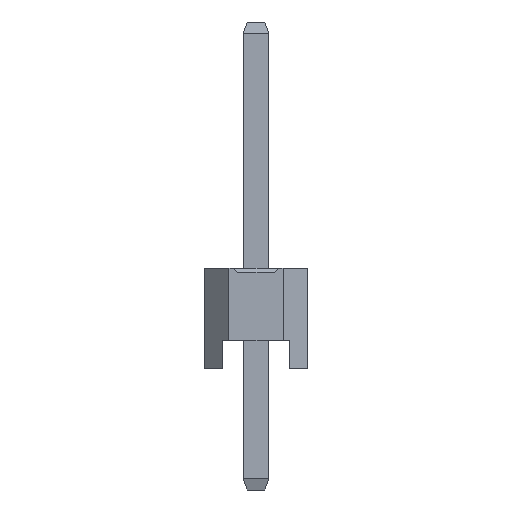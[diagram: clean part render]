
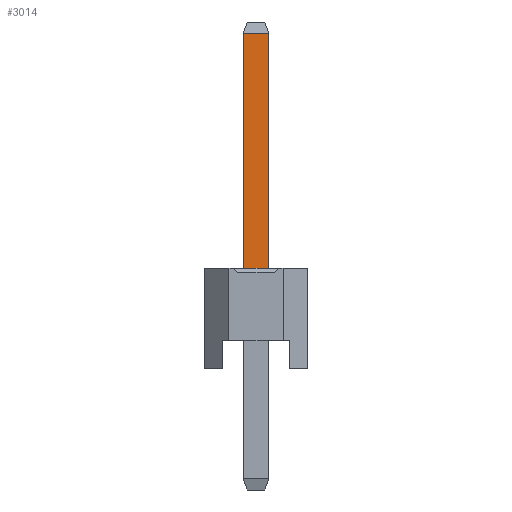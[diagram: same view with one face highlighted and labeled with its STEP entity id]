
A CAD part, left-side view. The second image highlights one B-rep face of the part: STEP entity #3014.
In plain terms, the highlighted planar face has unit normal (-1, 0, 0).
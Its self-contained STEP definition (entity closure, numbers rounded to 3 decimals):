
#3014=ADVANCED_FACE('',(#7871),#7873,.T.);
#7871=FACE_BOUND('',#7872,.T.);
#7872=EDGE_LOOP('',(#11675,#11676,#11677,#11678));
#7873=PLANE('',#7874);
#7874=AXIS2_PLACEMENT_3D('',#7875,#7876,#7877);
#7875=CARTESIAN_POINT('',(-0.32,0.32,-3.));
#7876=DIRECTION('',(-1.,0.,0.));
#7877=DIRECTION('',(0.,-1.,0.));
#11675=ORIENTED_EDGE('',*,*,#13896,.F.);
#11676=ORIENTED_EDGE('',*,*,#13891,.F.);
#11677=ORIENTED_EDGE('',*,*,#13166,.T.);
#11678=ORIENTED_EDGE('',*,*,#13895,.T.);
#13166=EDGE_CURVE('',#15058,#15062,#15064,.T.);
#13891=EDGE_CURVE('',#15058,#16148,#16151,.T.);
#13895=EDGE_CURVE('',#15062,#16155,#16157,.T.);
#13896=EDGE_CURVE('',#16148,#16155,#16158,.T.);
#15058=VERTEX_POINT('',#18300);
#15062=VERTEX_POINT('',#18308);
#15064=LINE('',#18312,#18313);
#16148=VERTEX_POINT('',#20842);
#16151=LINE('',#20849,#20850);
#16155=VERTEX_POINT('',#20859);
#16157=LINE('',#20863,#20864);
#16158=LINE('',#20866,#20867);
#18300=CARTESIAN_POINT('',(-0.32,0.32,2.5));
#18308=CARTESIAN_POINT('',(-0.32,-0.32,2.5));
#18312=CARTESIAN_POINT('',(-0.32,0.32,2.5));
#18313=VECTOR('',#18314,1.);
#18314=DIRECTION('',(0.,-1.,0.));
#20842=CARTESIAN_POINT('',(-0.32,0.32,8.325));
#20849=CARTESIAN_POINT('',(-0.32,0.32,2.5));
#20850=VECTOR('',#20851,1.);
#20851=DIRECTION('',(0.,0.,1.));
#20859=CARTESIAN_POINT('',(-0.32,-0.32,8.325));
#20863=CARTESIAN_POINT('',(-0.32,-0.32,2.5));
#20864=VECTOR('',#20865,1.);
#20865=DIRECTION('',(0.,0.,1.));
#20866=CARTESIAN_POINT('',(-0.32,0.32,8.325));
#20867=VECTOR('',#20868,1.);
#20868=DIRECTION('',(0.,-1.,0.));
